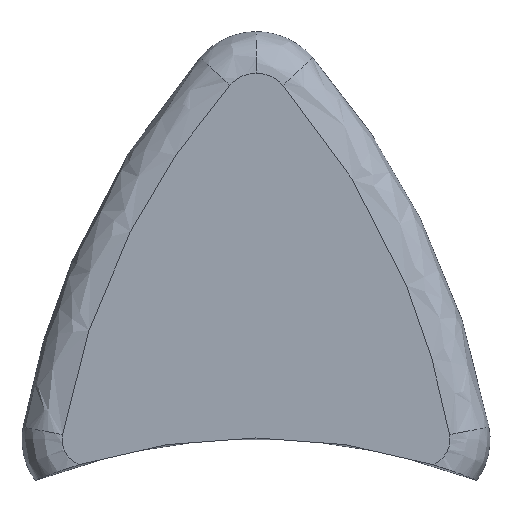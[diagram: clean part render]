
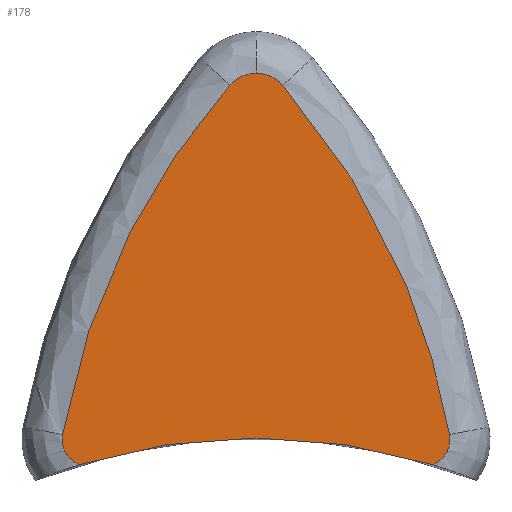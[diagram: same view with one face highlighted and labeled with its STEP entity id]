
A CAD part, top view. The second image highlights one B-rep face of the part: STEP entity #178.
In plain terms, the highlighted planar face has unit normal (0, 0, 1).
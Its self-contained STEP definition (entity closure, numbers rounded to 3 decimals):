
#21=PLANE('',#212);
#23=ELLIPSE('',#209,1.324,1.279);
#26=ELLIPSE('',#213,1.324,1.279);
#27=ELLIPSE('',#214,35.444,34.239);
#28=ELLIPSE('',#215,1.875,1.811);
#29=ELLIPSE('',#216,1.875,1.811);
#30=ELLIPSE('',#217,35.274,34.074);
#53=FACE_OUTER_BOUND('',#64,.T.);
#64=EDGE_LOOP('',(#136,#137,#138,#139,#140,#141,#142));
#78=CIRCLE('',#208,29.75);
#84=VERTEX_POINT('',#299);
#86=VERTEX_POINT('',#314);
#87=VERTEX_POINT('',#405);
#89=VERTEX_POINT('',#411);
#90=VERTEX_POINT('',#413);
#91=VERTEX_POINT('',#415);
#92=VERTEX_POINT('',#417);
#104=EDGE_CURVE('',#84,#86,#78,.T.);
#105=EDGE_CURVE('',#84,#87,#23,.T.);
#108=EDGE_CURVE('',#89,#86,#26,.T.);
#109=EDGE_CURVE('',#90,#89,#27,.T.);
#110=EDGE_CURVE('',#91,#90,#28,.T.);
#111=EDGE_CURVE('',#92,#91,#29,.T.);
#112=EDGE_CURVE('',#87,#92,#30,.T.);
#136=ORIENTED_EDGE('',*,*,#104,.T.);
#137=ORIENTED_EDGE('',*,*,#108,.F.);
#138=ORIENTED_EDGE('',*,*,#109,.F.);
#139=ORIENTED_EDGE('',*,*,#110,.F.);
#140=ORIENTED_EDGE('',*,*,#111,.F.);
#141=ORIENTED_EDGE('',*,*,#112,.F.);
#142=ORIENTED_EDGE('',*,*,#105,.F.);
#178=ADVANCED_FACE('',(#53),#21,.T.);
#208=AXIS2_PLACEMENT_3D('',#327,#247,#248);
#209=AXIS2_PLACEMENT_3D('',#406,#249,#250);
#212=AXIS2_PLACEMENT_3D('',#410,#255,#256);
#213=AXIS2_PLACEMENT_3D('',#412,#257,#258);
#214=AXIS2_PLACEMENT_3D('',#414,#259,#260);
#215=AXIS2_PLACEMENT_3D('',#416,#261,#262);
#216=AXIS2_PLACEMENT_3D('',#418,#263,#264);
#217=AXIS2_PLACEMENT_3D('',#419,#265,#266);
#247=DIRECTION('center_axis',(0.,0.,-1.));
#248=DIRECTION('ref_axis',(1.,0.,0.));
#249=DIRECTION('center_axis',(0.,0.,-1.));
#250=DIRECTION('ref_axis',(0.,1.,0.));
#255=DIRECTION('center_axis',(0.,0.,1.));
#256=DIRECTION('ref_axis',(1.,0.,0.));
#257=DIRECTION('center_axis',(0.,0.,-1.));
#258=DIRECTION('ref_axis',(0.,-1.,0.));
#259=DIRECTION('center_axis',(0.,0.,-1.));
#260=DIRECTION('ref_axis',(0.,-1.,0.));
#261=DIRECTION('center_axis',(0.,0.,-1.));
#262=DIRECTION('ref_axis',(0.,-1.,0.));
#263=DIRECTION('center_axis',(0.,0.,-1.));
#264=DIRECTION('ref_axis',(0.,1.,0.));
#265=DIRECTION('center_axis',(0.,0.,-1.));
#266=DIRECTION('ref_axis',(0.,1.,0.));
#299=CARTESIAN_POINT('',(-8.79,28.422,2.));
#314=CARTESIAN_POINT('',(8.79,28.422,2.));
#327=CARTESIAN_POINT('Origin',(0.,0.,2.));
#405=CARTESIAN_POINT('',(-9.643,29.916,2.));
#406=CARTESIAN_POINT('Origin',(-8.385,29.678,2.));
#410=CARTESIAN_POINT('Origin',(0.,38.143,2.));
#411=CARTESIAN_POINT('',(9.643,29.916,2.));
#412=CARTESIAN_POINT('Origin',(8.385,29.678,2.));
#413=CARTESIAN_POINT('',(1.343,47.318,2.));
#414=CARTESIAN_POINT('Origin',(-24.035,23.525,2.));
#415=CARTESIAN_POINT('',(0.009,47.932,2.));
#416=CARTESIAN_POINT('Origin',(0.003,46.057,2.));
#417=CARTESIAN_POINT('',(-1.308,47.32,2.));
#418=CARTESIAN_POINT('Origin',(0.031,46.057,2.));
#419=CARTESIAN_POINT('Origin',(23.873,23.556,2.));
